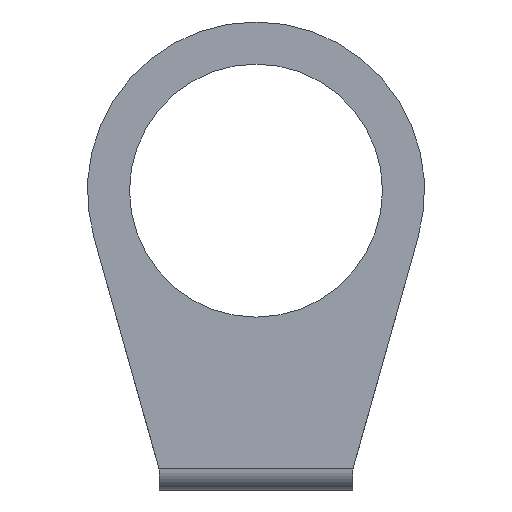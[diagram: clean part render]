
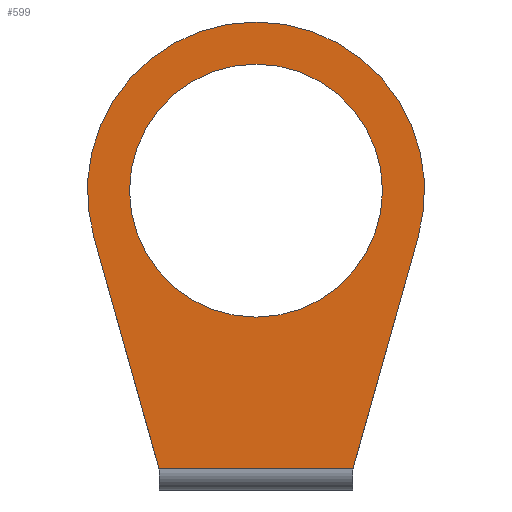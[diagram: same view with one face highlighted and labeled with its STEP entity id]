
A CAD part, front view. The second image highlights one B-rep face of the part: STEP entity #599.
In plain terms, the highlighted planar face has unit normal (0, -1, 0).
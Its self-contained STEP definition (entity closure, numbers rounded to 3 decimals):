
#16 = DIRECTION ( 'NONE',  ( 1., 0., 0. ) ) ;
#25 = EDGE_CURVE ( 'NONE', #823, #528, #113, .T. ) ;
#26 = CIRCLE ( 'NONE', #142, 20. ) ;
#63 = EDGE_CURVE ( 'NONE', #323, #523, #26, .T. ) ;
#68 = CARTESIAN_POINT ( 'NONE',  ( 0., 0., 50.5 ) ) ;
#100 = CIRCLE ( 'NONE', #772, 20. ) ;
#113 = CIRCLE ( 'NONE', #315, 15. ) ;
#140 = DIRECTION ( 'NONE',  ( 0., 1., 0. ) ) ;
#142 = AXIS2_PLACEMENT_3D ( 'NONE', #498, #641, #316 ) ;
#172 = AXIS2_PLACEMENT_3D ( 'NONE', #748, #618, #16 ) ;
#177 = DIRECTION ( 'NONE',  ( -0.271, 0., 0.963 ) ) ;
#179 = CARTESIAN_POINT ( 'NONE',  ( -11.5, 0., 2.5 ) ) ;
#184 = EDGE_CURVE ( 'NONE', #523, #467, #600, .T. ) ;
#186 = CARTESIAN_POINT ( 'NONE',  ( -19.254, 0., 30.089 ) ) ;
#198 = CARTESIAN_POINT ( 'NONE',  ( 19.254, 0., 30.089 ) ) ;
#211 = FACE_BOUND ( 'NONE', #833, .T. ) ;
#232 = DIRECTION ( 'NONE',  ( 0., 0., 1. ) ) ;
#251 = CARTESIAN_POINT ( 'NONE',  ( 0., 0., 20.5 ) ) ;
#270 = CARTESIAN_POINT ( 'NONE',  ( 11.5, 0., 2.5 ) ) ;
#274 = VECTOR ( 'NONE', #466, 1000. ) ;
#310 = DIRECTION ( 'NONE',  ( 0., 1., 0. ) ) ;
#315 = AXIS2_PLACEMENT_3D ( 'NONE', #637, #310, #232 ) ;
#316 = DIRECTION ( 'NONE',  ( 0., 0., 1. ) ) ;
#323 = VERTEX_POINT ( 'NONE', #583 ) ;
#324 = CARTESIAN_POINT ( 'NONE',  ( -23., 0., 2.5 ) ) ;
#328 = EDGE_CURVE ( 'NONE', #743, #354, #388, .T. ) ;
#349 = ORIENTED_EDGE ( 'NONE', *, *, #184, .F. ) ;
#350 = PLANE ( 'NONE',  #172 ) ;
#354 = VERTEX_POINT ( 'NONE', #186 ) ;
#355 = VECTOR ( 'NONE', #177, 1000. ) ;
#356 = AXIS2_PLACEMENT_3D ( 'NONE', #508, #782, #451 ) ;
#388 = LINE ( 'NONE', #179, #355 ) ;
#419 = ORIENTED_EDGE ( 'NONE', *, *, #420, .T. ) ;
#420 = EDGE_CURVE ( 'NONE', #528, #823, #569, .T. ) ;
#451 = DIRECTION ( 'NONE',  ( 0., 0., 1. ) ) ;
#455 = ORIENTED_EDGE ( 'NONE', *, *, #63, .F. ) ;
#462 = EDGE_CURVE ( 'NONE', #354, #323, #100, .T. ) ;
#466 = DIRECTION ( 'NONE',  ( -0.271, 0., -0.963 ) ) ;
#467 = VERTEX_POINT ( 'NONE', #270 ) ;
#481 = EDGE_CURVE ( 'NONE', #743, #467, #802, .T. ) ;
#483 = ORIENTED_EDGE ( 'NONE', *, *, #462, .F. ) ;
#498 = CARTESIAN_POINT ( 'NONE',  ( 0., 0., 35.5 ) ) ;
#508 = CARTESIAN_POINT ( 'NONE',  ( 0., 0., 35.5 ) ) ;
#523 = VERTEX_POINT ( 'NONE', #594 ) ;
#528 = VERTEX_POINT ( 'NONE', #68 ) ;
#539 = DIRECTION ( 'NONE',  ( 1., 0., 0. ) ) ;
#569 = CIRCLE ( 'NONE', #356, 15. ) ;
#583 = CARTESIAN_POINT ( 'NONE',  ( 0., 0., 55.5 ) ) ;
#594 = CARTESIAN_POINT ( 'NONE',  ( 19.254, 0., 30.089 ) ) ;
#599 = ADVANCED_FACE ( 'NONE', ( #211, #830 ), #350, .F. ) ;
#600 = LINE ( 'NONE', #198, #274 ) ;
#618 = DIRECTION ( 'NONE',  ( 0., 1., 0. ) ) ;
#631 = VECTOR ( 'NONE', #539, 1000. ) ;
#637 = CARTESIAN_POINT ( 'NONE',  ( 0., 0., 35.5 ) ) ;
#641 = DIRECTION ( 'NONE',  ( 0., 1., 0. ) ) ;
#671 = CARTESIAN_POINT ( 'NONE',  ( 0., 0., 35.5 ) ) ;
#682 = ORIENTED_EDGE ( 'NONE', *, *, #328, .F. ) ;
#743 = VERTEX_POINT ( 'NONE', #781 ) ;
#747 = EDGE_LOOP ( 'NONE', ( #349, #455, #483, #682, #796 ) ) ;
#748 = CARTESIAN_POINT ( 'NONE',  ( -23., 0., 2.5 ) ) ;
#772 = AXIS2_PLACEMENT_3D ( 'NONE', #671, #140, #793 ) ;
#781 = CARTESIAN_POINT ( 'NONE',  ( -11.5, 0., 2.5 ) ) ;
#782 = DIRECTION ( 'NONE',  ( 0., 1., 0. ) ) ;
#793 = DIRECTION ( 'NONE',  ( 0., 0., 1. ) ) ;
#796 = ORIENTED_EDGE ( 'NONE', *, *, #481, .T. ) ;
#800 = ORIENTED_EDGE ( 'NONE', *, *, #25, .T. ) ;
#802 = LINE ( 'NONE', #324, #631 ) ;
#823 = VERTEX_POINT ( 'NONE', #251 ) ;
#830 = FACE_OUTER_BOUND ( 'NONE', #747, .T. ) ;
#833 = EDGE_LOOP ( 'NONE', ( #800, #419 ) ) ;
